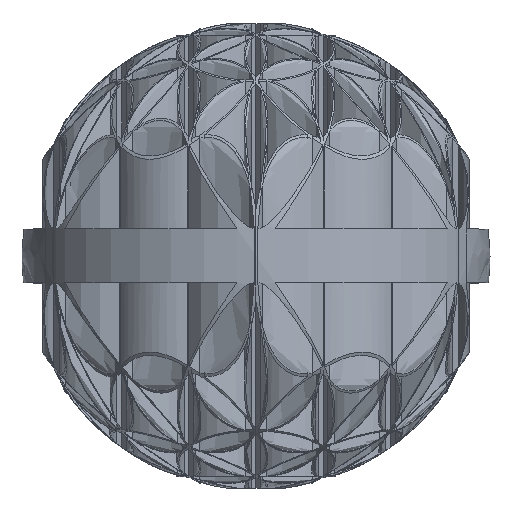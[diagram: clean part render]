
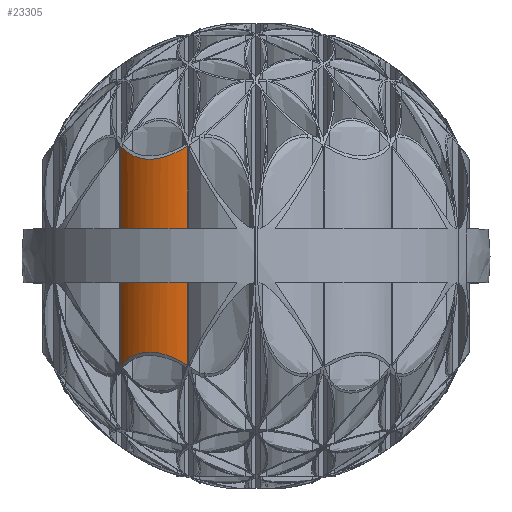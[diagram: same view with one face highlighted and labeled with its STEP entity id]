
A CAD part, top view. The second image highlights one B-rep face of the part: STEP entity #23305.
In plain terms, the highlighted free-form (B-spline) face has degree [2, 1] with [3, 2] control points.
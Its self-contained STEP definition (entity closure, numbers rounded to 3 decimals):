
#17078 = VERTEX_POINT('',#17079);
#17079 = CARTESIAN_POINT('',(-54.877,88.443,
    157.584));
#17107 = VERTEX_POINT('',#17108);
#17108 = CARTESIAN_POINT('',(-109.033,88.443,
    126.316));
#17125 = EDGE_CURVE('',#17107,#17078,#17126,.T.);
#17126 = B_SPLINE_CURVE_WITH_KNOTS('',3,(#17127,#17128,#17129,#17130,
    #17131,#17132,#17133,#17134,#17135,#17136,#17137,#17138,#17139,
    #17140,#17141,#17142,#17143,#17144,#17145,#17146,#17147,#17148,
    #17149,#17150,#17151,#17152,#17153,#17154,#17155,#17156,#17157,
    #17158),.UNSPECIFIED.,.F.,.F.,(4,2,2,2,2,2,2,2,2,2,2,2,2,2,2,4),(
    0.,0.007,0.01,
    0.012,0.014,0.021,
    0.024,0.026,0.028,
    0.035,0.036,0.038,
    0.042,0.049,0.052,
    0.056),.UNSPECIFIED.);
#17127 = CARTESIAN_POINT('',(-109.033,88.443,
    126.316));
#17128 = CARTESIAN_POINT('',(-107.758,86.941,
    128.469));
#17129 = CARTESIAN_POINT('',(-106.341,85.538,
    130.574));
#17130 = CARTESIAN_POINT('',(-103.97,83.622,
    133.664));
#17131 = CARTESIAN_POINT('',(-103.138,83.015,
    134.683));
#17132 = CARTESIAN_POINT('',(-101.823,82.161,
    136.193));
#17133 = CARTESIAN_POINT('',(-101.373,81.885,
    136.694));
#17134 = CARTESIAN_POINT('',(-100.449,81.354,
    137.69));
#17135 = CARTESIAN_POINT('',(-99.974,81.098,
    138.185));
#17136 = CARTESIAN_POINT('',(-97.559,79.885,
    140.626));
#17137 = CARTESIAN_POINT('',(-95.484,79.117,
    142.471));
#17138 = CARTESIAN_POINT('',(-92.137,78.324,
    145.068));
#17139 = CARTESIAN_POINT('',(-90.981,78.12,
    145.905));
#17140 = CARTESIAN_POINT('',(-89.184,77.912,
    147.115));
#17141 = CARTESIAN_POINT('',(-88.574,77.86,
    147.51));
#17142 = CARTESIAN_POINT('',(-87.333,77.789,
    148.286));
#17143 = CARTESIAN_POINT('',(-86.705,77.771,
    148.664));
#17144 = CARTESIAN_POINT('',(-83.553,77.768,
    150.485));
#17145 = CARTESIAN_POINT('',(-80.972,78.044,
    151.748));
#17146 = CARTESIAN_POINT('',(-77.676,78.704,
    153.098));
#17147 = CARTESIAN_POINT('',(-77.013,78.852,
    153.356));
#17148 = CARTESIAN_POINT('',(-75.68,79.178,
    153.851));
#17149 = CARTESIAN_POINT('',(-75.009,79.358,
    154.087));
#17150 = CARTESIAN_POINT('',(-73.003,79.934,
    154.756));
#17151 = CARTESIAN_POINT('',(-71.676,80.371,
    155.15));
#17152 = CARTESIAN_POINT('',(-67.719,81.816,
    156.189));
#17153 = CARTESIAN_POINT('',(-65.112,82.959,
    156.694));
#17154 = CARTESIAN_POINT('',(-61.234,84.88,
    157.207));
#17155 = CARTESIAN_POINT('',(-59.944,85.557,
    157.338));
#17156 = CARTESIAN_POINT('',(-57.392,86.963,
    157.519));
#17157 = CARTESIAN_POINT('',(-56.129,87.692,
    157.57));
#17158 = CARTESIAN_POINT('',(-54.877,88.443,
    157.584));
#17171 = VERTEX_POINT('',#17172);
#17172 = CARTESIAN_POINT('',(-54.877,-88.443,
    157.584));
#17189 = EDGE_CURVE('',#17171,#17190,#17192,.T.);
#17190 = VERTEX_POINT('',#17191);
#17191 = CARTESIAN_POINT('',(-109.033,-88.443,
    126.316));
#17192 = B_SPLINE_CURVE_WITH_KNOTS('',3,(#17193,#17194,#17195,#17196,
    #17197,#17198,#17199,#17200,#17201,#17202,#17203,#17204,#17205,
    #17206,#17207,#17208,#17209,#17210,#17211,#17212,#17213,#17214,
    #17215,#17216,#17217,#17218,#17219,#17220,#17221,#17222,#17223,
    #17224),.UNSPECIFIED.,.F.,.F.,(4,2,2,2,2,2,2,2,2,2,2,2,2,2,2,4),(
    0.,0.007,0.01,
    0.012,0.014,0.021,
    0.024,0.026,0.028,
    0.035,0.036,0.038,
    0.042,0.049,0.052,
    0.056),.UNSPECIFIED.);
#17193 = CARTESIAN_POINT('',(-54.877,-88.443,
    157.584));
#17194 = CARTESIAN_POINT('',(-57.378,-86.941,
    157.556));
#17195 = CARTESIAN_POINT('',(-59.91,-85.538,
    157.381));
#17196 = CARTESIAN_POINT('',(-63.772,-83.622,
    156.872));
#17197 = CARTESIAN_POINT('',(-65.07,-83.015,
    156.662));
#17198 = CARTESIAN_POINT('',(-67.036,-82.161,
    156.278));
#17199 = CARTESIAN_POINT('',(-67.694,-81.885,
    156.139));
#17200 = CARTESIAN_POINT('',(-69.018,-81.354,
    155.836));
#17201 = CARTESIAN_POINT('',(-69.685,-81.098,
    155.673));
#17202 = CARTESIAN_POINT('',(-73.006,-79.885,
    154.801));
#17203 = CARTESIAN_POINT('',(-75.641,-79.117,
    153.927));
#17204 = CARTESIAN_POINT('',(-79.564,-78.324,
    152.326));
#17205 = CARTESIAN_POINT('',(-80.867,-78.12,
    151.744));
#17206 = CARTESIAN_POINT('',(-82.813,-77.912,
    150.793));
#17207 = CARTESIAN_POINT('',(-83.461,-77.86,
    150.463));
#17208 = CARTESIAN_POINT('',(-84.753,-77.789,
    149.776));
#17209 = CARTESIAN_POINT('',(-85.394,-77.771,
    149.42));
#17210 = CARTESIAN_POINT('',(-88.547,-77.768,
    147.602));
#17211 = CARTESIAN_POINT('',(-90.931,-78.044,
    145.998));
#17212 = CARTESIAN_POINT('',(-93.749,-78.704,
    143.818));
#17213 = CARTESIAN_POINT('',(-94.304,-78.852,
    143.374));
#17214 = CARTESIAN_POINT('',(-95.399,-79.178,
    142.467));
#17215 = CARTESIAN_POINT('',(-95.939,-79.358,
    142.003));
#17216 = CARTESIAN_POINT('',(-97.522,-79.934,
    140.601));
#17217 = CARTESIAN_POINT('',(-98.526,-80.371,
    139.648));
#17218 = CARTESIAN_POINT('',(-101.405,-81.816,
    136.741));
#17219 = CARTESIAN_POINT('',(-103.145,-82.959,
    134.736));
#17220 = CARTESIAN_POINT('',(-105.529,-84.88,
    131.634));
#17221 = CARTESIAN_POINT('',(-106.286,-85.557,
    130.582));
#17222 = CARTESIAN_POINT('',(-107.719,-86.963,
    128.462));
#17223 = CARTESIAN_POINT('',(-108.395,-87.692,
    127.394));
#17224 = CARTESIAN_POINT('',(-109.033,-88.443,
    126.316));
#23294 = EDGE_CURVE('',#17107,#17190,#23295,.T.);
#23295 = B_SPLINE_CURVE_WITH_KNOTS('',1,(#23296,#23297),.UNSPECIFIED.,
  .F.,.F.,(2,2),(-70.715,70.715),
  .PIECEWISE_BEZIER_KNOTS.);
#23296 = CARTESIAN_POINT('',(-109.033,88.443,
    126.316));
#23297 = CARTESIAN_POINT('',(-109.033,-88.443,
    126.316));
#23305 = ADVANCED_FACE('',(#23306),#23316,.T.);
#23306 = FACE_BOUND('',#23307,.T.);
#23307 = EDGE_LOOP('',(#23308,#23309,#23310,#23311));
#23308 = ORIENTED_EDGE('',*,*,#17125,.F.);
#23309 = ORIENTED_EDGE('',*,*,#23294,.T.);
#23310 = ORIENTED_EDGE('',*,*,#17189,.F.);
#23311 = ORIENTED_EDGE('',*,*,#23312,.F.);
#23312 = EDGE_CURVE('',#17078,#17171,#23313,.T.);
#23313 = B_SPLINE_CURVE_WITH_KNOTS('',1,(#23314,#23315),.UNSPECIFIED.,
  .F.,.F.,(2,2),(-70.715,70.715),
  .PIECEWISE_BEZIER_KNOTS.);
#23314 = CARTESIAN_POINT('',(-54.877,88.443,
    157.584));
#23315 = CARTESIAN_POINT('',(-54.877,-88.443,
    157.584));
#23316 = ( BOUNDED_SURFACE() B_SPLINE_SURFACE(2,1,(
    (#23317,#23318)
    ,(#23319,#23320)
    ,(#23321,#23322
)),.UNSPECIFIED.,.F.,.F.,.F.) B_SPLINE_SURFACE_WITH_KNOTS((3,3),(2,2),(
    5.247,6.272),(79.285,220.715),
.PIECEWISE_BEZIER_KNOTS.) GEOMETRIC_REPRESENTATION_ITEM() 
RATIONAL_B_SPLINE_SURFACE((
    (1.,1.)
    ,(0.872,0.872)
,(1.,1.))) REPRESENTATION_ITEM('') SURFACE() );
#23317 = CARTESIAN_POINT('',(-109.033,-88.443,
    126.316));
#23318 = CARTESIAN_POINT('',(-109.033,88.443,
    126.316));
#23319 = CARTESIAN_POINT('',(-90.747,-88.443,
    157.179));
#23320 = CARTESIAN_POINT('',(-90.747,88.443,
    157.179));
#23321 = CARTESIAN_POINT('',(-54.877,-88.443,
    157.584));
#23322 = CARTESIAN_POINT('',(-54.877,88.443,
    157.584));
